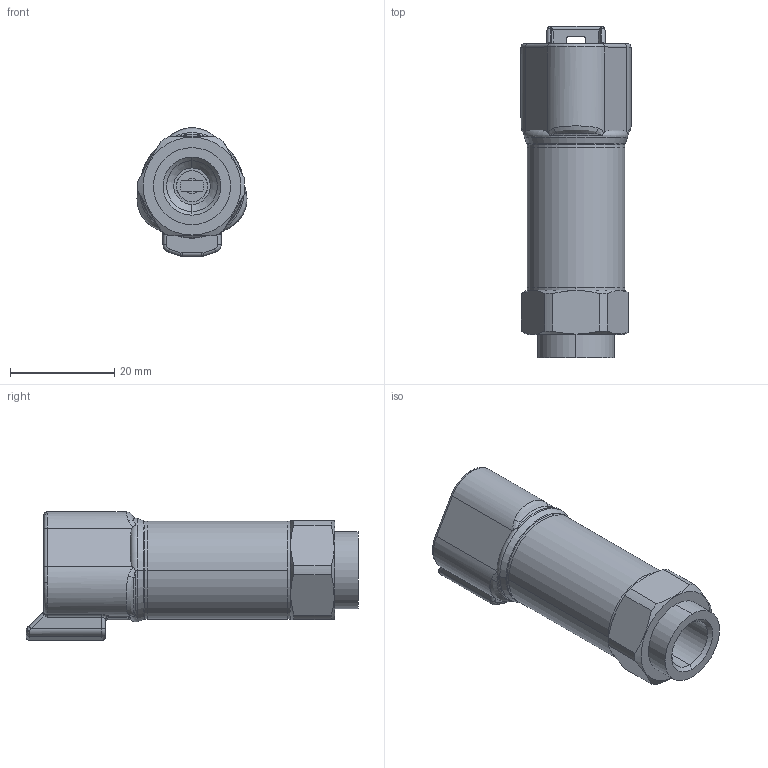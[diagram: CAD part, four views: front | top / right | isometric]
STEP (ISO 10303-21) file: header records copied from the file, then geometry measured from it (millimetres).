
FILE_DESCRIPTION (( 'STEP AP214' ), '1' );
FILE_NAME ('825X.XX.XX.24.D3.STEP', '2019-08-09T09:07:57', ( '' ), ( '' ), 'SwSTEP 2.0', 'SolidWorks 2016', '' );
FILE_SCHEMA (( 'AUTOMOTIVE_DESIGN' ));
Length unit declared in the file: millimetre
Products named in the file (6): DEUTSCH_3P_D3; C21542_defeatured; B65016; C23116_24; C23116_44_C23116; 825X.XX.XX.24.D3
Assembly tree (5 placements, depth 3):
  825X.XX.XX.24.D3
    C21542_defeatured
    C23116_24
      C23116_44_C23116
      B65016
    DEUTSCH_3P_D3
Bounding box: 21.15 x 63.8 x 24.71 mm (x, y, z)
Volume: 13295.3 mm3; surface area: 7333.4 mm2
Topology: 4 solids, 4 shells, 316 faces, 786 edges, 486 vertices
Faces by surface type: cylinder 91, plane 82, bspline 70, torus 41, cone 28, sphere 4
Entity records: 16803 total; most frequent: CARTESIAN_POINT 6844, ORIENTED_EDGE 1558, DIRECTION 1313, EDGE_CURVE 779, AXIS2_PLACEMENT_3D 528, VERTEX_POINT 484, EDGE_LOOP 337, ADVANCED_FACE 316
